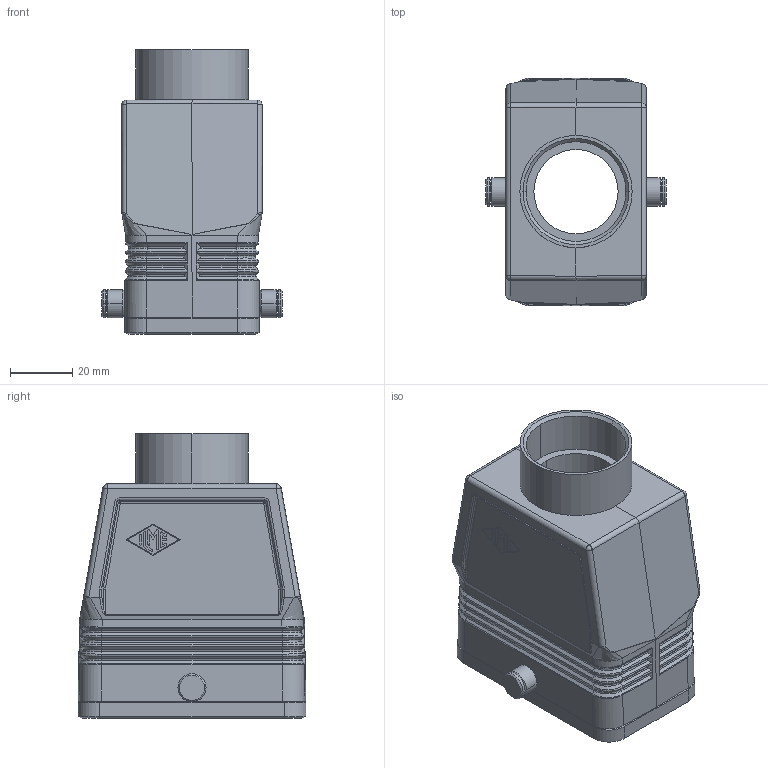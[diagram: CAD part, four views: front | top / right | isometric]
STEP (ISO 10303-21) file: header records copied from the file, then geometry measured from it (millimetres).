
FILE_DESCRIPTION(('Creo Elements/Direct Modeling STEP Export'),'2;1');
FILE_NAME('0ln7uvk4pm7oi9m5848','2019-03-12T15:34:18',(''),(''),'PTC Creo Elements/Direct Modeling STEP processor for AP214 (Solid Model)','PTC Creo Elements/Direct Modeling 19.0E 27-Jun-2016 (C) Parametric Technology GmbH','');
FILE_SCHEMA(('AUTOMOTIVE_DESIGN { 1 0 10303 214 1 1 1 1 }'));
Products named in the file (2): MAV_10_GYC32
Assembly tree (1 placements, depth 2):
  MAV_10_GYC32
    MAV_10_GYC32
Bounding box: 58 x 73 x 91.25 mm (x, y, z)
Volume: 82728.1 mm3; surface area: 40393.5 mm2
Topology: 1 solids, 1 shells, 502 faces, 1210 edges, 725 vertices
Faces by surface type: plane 160, bspline 150, cylinder 142, extrusion 28, cone 14, sphere 4, torus 4
Entity records: 46008 total; most frequent: CARTESIAN_POINT 35957, ORIENTED_EDGE 2408, DIRECTION 1507, EDGE_CURVE 1202, VERTEX_POINT 725, VECTOR 587, LINE 559, EDGE_LOOP 527
